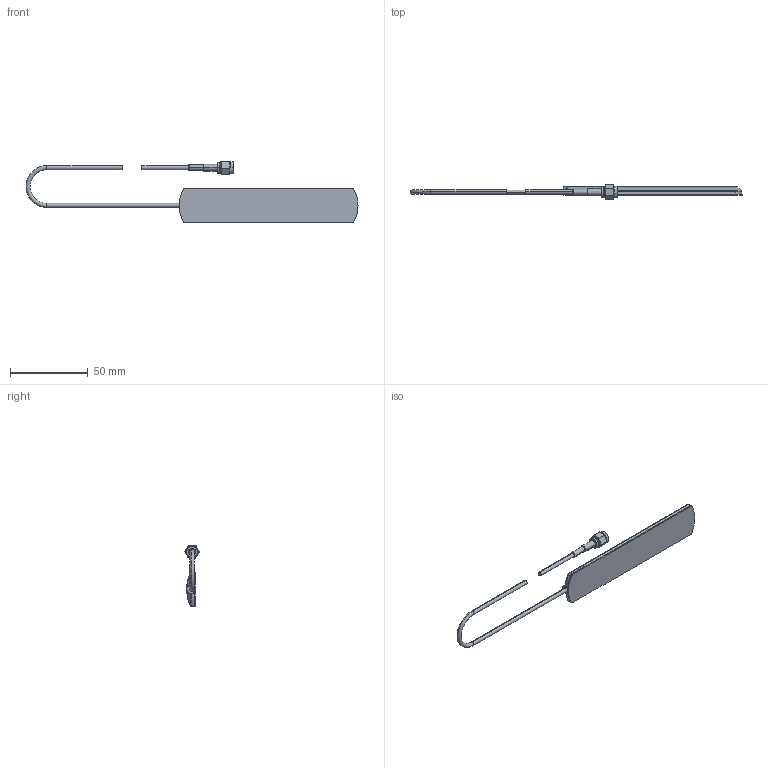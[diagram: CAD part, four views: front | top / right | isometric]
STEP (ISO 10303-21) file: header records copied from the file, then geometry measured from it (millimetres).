
FILE_DESCRIPTION (( 'STEP AP203' ), '1' );
FILE_NAME ('HG924-2TP-RSP.STEP', '2010-09-30T14:08:11', ( 'x' ), ( 'Microsoft' ), 'SwSTEP 2.0', 'SolidWorks 2010', '' );
FILE_SCHEMA (( 'CONFIG_CONTROL_DESIGN' ));
Length unit declared in the file: inch
Products named in the file (1): HG924-2TP-RSP
Bounding box: 213.9 x 9.2 x 39.51 mm (x, y, z)
Volume: 13754.5 mm3; surface area: 8707.1 mm2
Topology: 2 solids, 2 shells, 181 faces, 412 edges, 250 vertices
Faces by surface type: cylinder 64, plane 46, cone 30, torus 24, bspline 13, sphere 4
Entity records: 6251 total; most frequent: CARTESIAN_POINT 2121, DIRECTION 883, ORIENTED_EDGE 824, EDGE_CURVE 412, AXIS2_PLACEMENT_3D 373, VERTEX_POINT 250, CIRCLE 204, EDGE_LOOP 196
